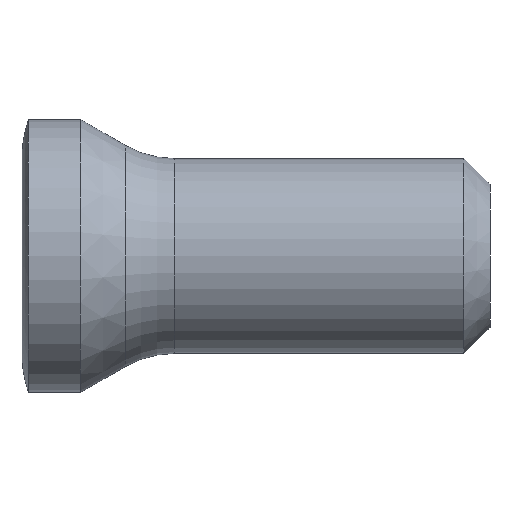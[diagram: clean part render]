
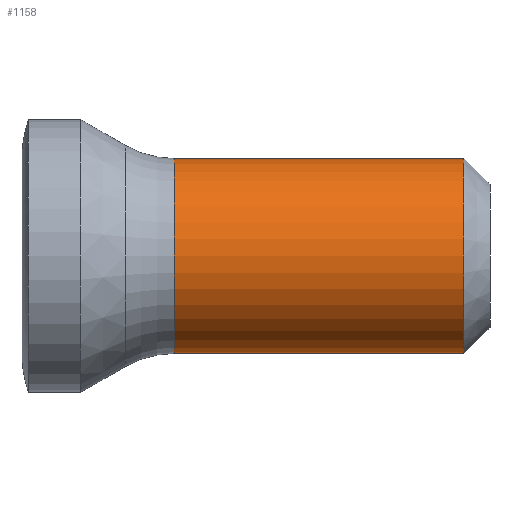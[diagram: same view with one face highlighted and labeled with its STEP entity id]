
A CAD part, front view. The second image highlights one B-rep face of the part: STEP entity #1158.
In plain terms, the highlighted cylindrical face has radius 1.5 mm (diameter 3 mm), a partial arc.
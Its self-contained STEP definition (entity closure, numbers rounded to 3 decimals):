
#30 = CARTESIAN_POINT ( 'NONE',  ( 2.341, 0., -1.5 ) ) ;
#44 = VERTEX_POINT ( 'NONE', #406 ) ;
#68 = AXIS2_PLACEMENT_3D ( 'NONE', #1032, #380, #649 ) ;
#77 = ORIENTED_EDGE ( 'NONE', *, *, #420, .T. ) ;
#158 = CARTESIAN_POINT ( 'NONE',  ( 2.341, 0., 0. ) ) ;
#164 = CARTESIAN_POINT ( 'NONE',  ( 2.341, 0., 1.5 ) ) ;
#266 = CYLINDRICAL_SURFACE ( 'NONE', #68, 1.5 ) ;
#297 = ORIENTED_EDGE ( 'NONE', *, *, #601, .T. ) ;
#299 = CARTESIAN_POINT ( 'NONE',  ( -1.163, 0., 1.5 ) ) ;
#363 = FACE_OUTER_BOUND ( 'NONE', #928, .T. ) ;
#367 = VECTOR ( 'NONE', #956, 1000. ) ;
#377 = VERTEX_POINT ( 'NONE', #164 ) ;
#380 = DIRECTION ( 'NONE',  ( -1., 0., 0. ) ) ;
#406 = CARTESIAN_POINT ( 'NONE',  ( 6.8, 0., 1.5 ) ) ;
#408 = ORIENTED_EDGE ( 'NONE', *, *, #877, .F. ) ;
#420 = EDGE_CURVE ( 'NONE', #44, #377, #958, .T. ) ;
#450 = ORIENTED_EDGE ( 'NONE', *, *, #720, .F. ) ;
#487 = LINE ( 'NONE', #856, #367 ) ;
#500 = DIRECTION ( 'NONE',  ( -1., 0., 0. ) ) ;
#561 = AXIS2_PLACEMENT_3D ( 'NONE', #158, #1022, #1014 ) ;
#570 = VECTOR ( 'NONE', #500, 1000. ) ;
#580 = VERTEX_POINT ( 'NONE', #1168 ) ;
#595 = DIRECTION ( 'NONE',  ( -1., 0., 0. ) ) ;
#601 = EDGE_CURVE ( 'NONE', #580, #44, #1162, .T. ) ;
#637 = VERTEX_POINT ( 'NONE', #30 ) ;
#649 = DIRECTION ( 'NONE',  ( 0., 0., 1. ) ) ;
#720 = EDGE_CURVE ( 'NONE', #637, #377, #857, .T. ) ;
#790 = CARTESIAN_POINT ( 'NONE',  ( 6.8, 0., 0. ) ) ;
#856 = CARTESIAN_POINT ( 'NONE',  ( -1.163, 0., -1.5 ) ) ;
#857 = CIRCLE ( 'NONE', #561, 1.5 ) ;
#877 = EDGE_CURVE ( 'NONE', #580, #637, #487, .T. ) ;
#881 = DIRECTION ( 'NONE',  ( 0., 0., 1. ) ) ;
#928 = EDGE_LOOP ( 'NONE', ( #408, #297, #77, #450 ) ) ;
#956 = DIRECTION ( 'NONE',  ( -1., 0., 0. ) ) ;
#958 = LINE ( 'NONE', #299, #570 ) ;
#1014 = DIRECTION ( 'NONE',  ( 0., 0., 1. ) ) ;
#1022 = DIRECTION ( 'NONE',  ( -1., 0., 0. ) ) ;
#1032 = CARTESIAN_POINT ( 'NONE',  ( -1.163, 0., 0. ) ) ;
#1158 = ADVANCED_FACE ( 'NONE', ( #363 ), #266, .T. ) ;
#1162 = CIRCLE ( 'NONE', #1201, 1.5 ) ;
#1168 = CARTESIAN_POINT ( 'NONE',  ( 6.8, 0., -1.5 ) ) ;
#1201 = AXIS2_PLACEMENT_3D ( 'NONE', #790, #595, #881 ) ;
